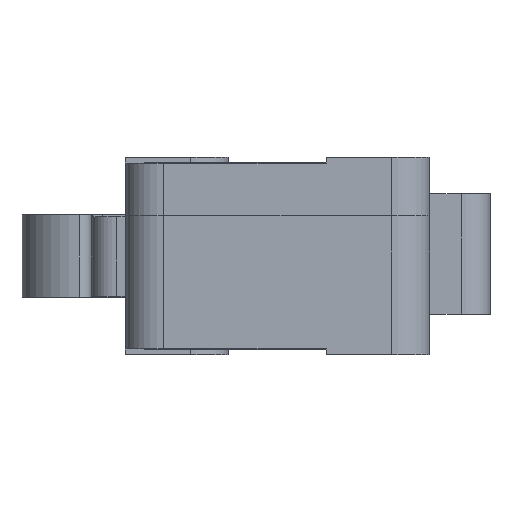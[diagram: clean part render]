
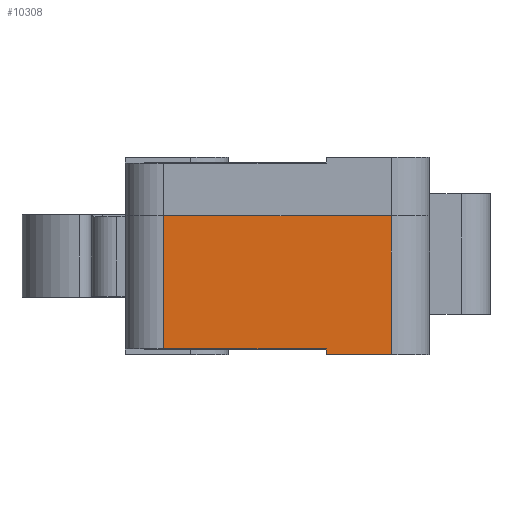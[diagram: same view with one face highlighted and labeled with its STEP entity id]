
A CAD part, left-side view. The second image highlights one B-rep face of the part: STEP entity #10308.
In plain terms, the highlighted planar face has unit normal (-1, 0, 0).
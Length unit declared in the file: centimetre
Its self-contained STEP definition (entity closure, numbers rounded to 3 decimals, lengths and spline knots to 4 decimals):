
#1064=FACE_OUTER_BOUND('',#1659,.T.);
#1659=EDGE_LOOP('',(#9376,#9377,#9378,#9379,#9380,#9381));
#2535=LINE('',#16841,#3658);
#2844=LINE('',#18669,#3967);
#2847=LINE('',#18677,#3970);
#2851=LINE('',#18688,#3974);
#2854=LINE('',#18694,#3977);
#2865=LINE('',#18723,#3988);
#3658=VECTOR('',#12151,1.);
#3967=VECTOR('',#12834,1.);
#3970=VECTOR('',#12841,1.);
#3974=VECTOR('',#12857,1.);
#3977=VECTOR('',#12866,1.);
#3988=VECTOR('',#12903,1.);
#4763=VERTEX_POINT('',#16828);
#4767=VERTEX_POINT('',#16840);
#4954=VERTEX_POINT('',#18665);
#4955=VERTEX_POINT('',#18667);
#4958=VERTEX_POINT('',#18676);
#4959=VERTEX_POINT('',#18686);
#6012=EDGE_CURVE('',#4767,#4763,#2535,.T.);
#6415=EDGE_CURVE('',#4954,#4955,#2844,.T.);
#6419=EDGE_CURVE('',#4958,#4954,#2847,.T.);
#6425=EDGE_CURVE('',#4959,#4955,#2851,.T.);
#6428=EDGE_CURVE('',#4958,#4763,#2854,.T.);
#6441=EDGE_CURVE('',#4959,#4767,#2865,.T.);
#9376=ORIENTED_EDGE('',*,*,#6012,.T.);
#9377=ORIENTED_EDGE('',*,*,#6428,.F.);
#9378=ORIENTED_EDGE('',*,*,#6419,.T.);
#9379=ORIENTED_EDGE('',*,*,#6415,.T.);
#9380=ORIENTED_EDGE('',*,*,#6425,.F.);
#9381=ORIENTED_EDGE('',*,*,#6441,.T.);
#9764=PLANE('',#10809);
#10308=ADVANCED_FACE('',(#1064),#9764,.T.);
#10809=AXIS2_PLACEMENT_3D('',#18722,#12901,#12902);
#12151=DIRECTION('',(0.,1.,0.));
#12834=DIRECTION('',(0.,0.,-1.));
#12841=DIRECTION('',(0.,-1.,0.));
#12857=DIRECTION('',(0.,1.,0.));
#12866=DIRECTION('',(0.,0.,1.));
#12901=DIRECTION('center_axis',(-1.,0.,0.));
#12902=DIRECTION('ref_axis',(0.,0.,1.));
#12903=DIRECTION('',(0.,0.,1.));
#16828=CARTESIAN_POINT('',(-2.89,0.6425,0.725));
#16840=CARTESIAN_POINT('',(-2.89,-0.5475,0.725));
#16841=CARTESIAN_POINT('',(-2.89,0.1476,0.725));
#18665=CARTESIAN_POINT('',(-2.89,-0.2075,0.03));
#18667=CARTESIAN_POINT('',(-2.89,-0.2075,0.));
#18669=CARTESIAN_POINT('',(-2.89,-0.2075,0.));
#18676=CARTESIAN_POINT('',(-2.89,0.6425,0.03));
#18677=CARTESIAN_POINT('',(-2.89,-0.2457,0.03));
#18686=CARTESIAN_POINT('',(-2.89,-0.5475,0.));
#18688=CARTESIAN_POINT('',(-2.89,-0.5475,0.));
#18694=CARTESIAN_POINT('',(-2.89,0.6425,0.));
#18722=CARTESIAN_POINT('Origin',(-2.89,-0.5475,0.));
#18723=CARTESIAN_POINT('',(-2.89,-0.5475,0.));
